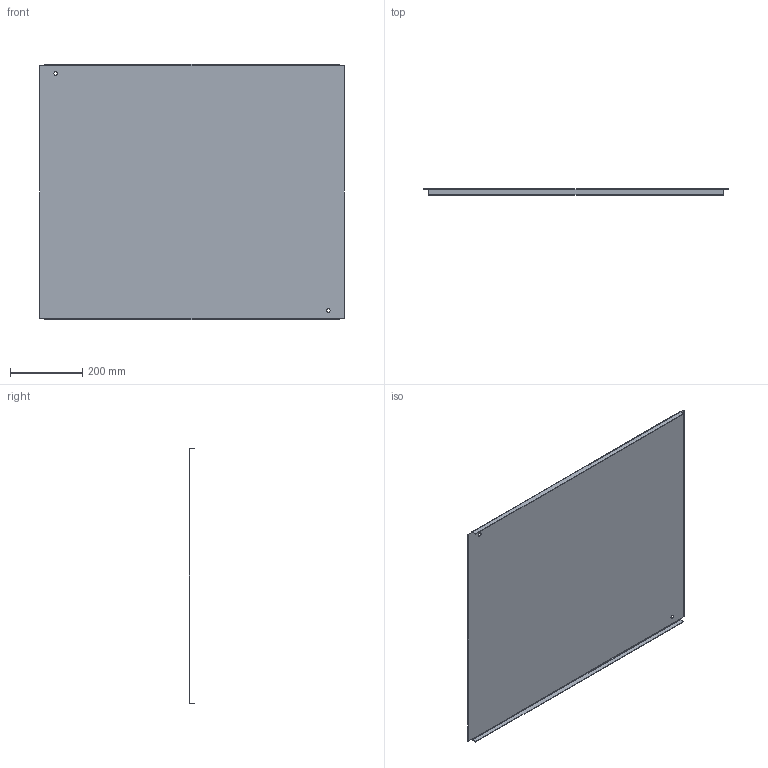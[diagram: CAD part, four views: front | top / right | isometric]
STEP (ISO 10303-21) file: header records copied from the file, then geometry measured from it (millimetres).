
FILE_DESCRIPTION(('STEP AP242'),'1');
FILE_NAME('nsyec108.stp','2021-09-28T04:41:14',('TraceParts'),('TraceParts S.A.'),'Spatial InterOp 3D',' ',' ');
FILE_SCHEMA(('AP242_MANAGED_MODEL_BASED_3D_ENGINEERING_MIM_LF {1 0 10303 442 1 1 4}'));
Length unit declared in the file: millimetre
Products named in the file (1): nsyec108
Bounding box: 844 x 15.5 x 706 mm (x, y, z)
Volume: 925632.7 mm3; surface area: 1239002.6 mm2
Topology: 1 solids, 1 shells, 34 faces, 80 edges, 48 vertices
Faces by surface type: plane 26, cylinder 8
Entity records: 975 total; most frequent: DIRECTION 166, CARTESIAN_POINT 163, ORIENTED_EDGE 160, EDGE_CURVE 80, LINE 64, VECTOR 64, AXIS2_PLACEMENT_3D 51, VERTEX_POINT 48
